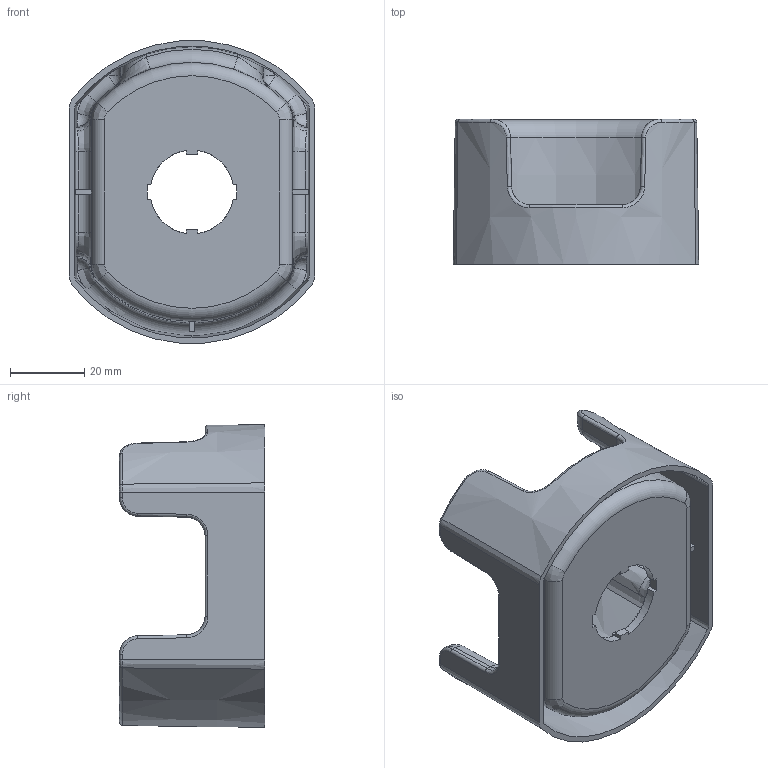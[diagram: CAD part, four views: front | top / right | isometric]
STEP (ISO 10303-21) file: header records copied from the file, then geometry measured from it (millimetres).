
FILE_DESCRIPTION((''),'2;1');
FILE_NAME('F-60','2023-07-05T',('Administrator'),('zyb.com'),'PRO/ENGINEER BY PARAMETRIC TECHNOLOGY CORPORATION, 2010280','PRO/ENGINEER BY PARAMETRIC TECHNOLOGY CORPORATION, 2010280','');
FILE_SCHEMA(('AUTOMOTIVE_DESIGN { 1 0 10303 214 1 1 1 1 }'));
Length unit declared in the file: millimetre
Products named in the file (1): F-60
Bounding box: 66 x 39 x 81.22 mm (x, y, z)
Volume: 26585.7 mm3; surface area: 32785.6 mm2
Topology: 1 solids, 2 shells, 411 faces, 974 edges, 568 vertices
Faces by surface type: bspline 131, plane 124, cylinder 108, torus 20, cone 16, sphere 12
Entity records: 18947 total; most frequent: CARTESIAN_POINT 7375, ORIENTED_EDGE 1948, DIRECTION 1487, PRESENTATION_STYLE_ASSIGNMENT 976, STYLED_ITEM 976, CURVE_STYLE 974, EDGE_CURVE 974, VERTEX_POINT 568
